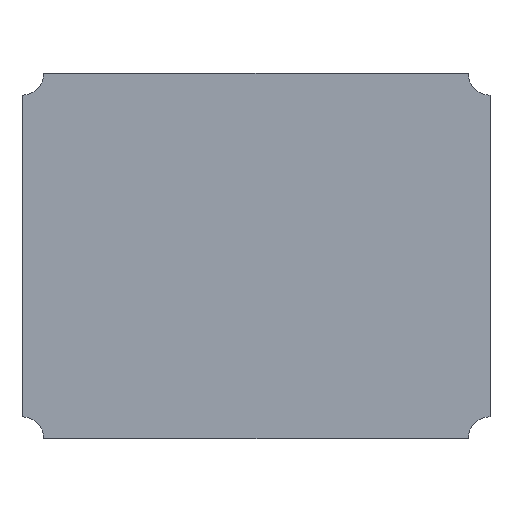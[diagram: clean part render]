
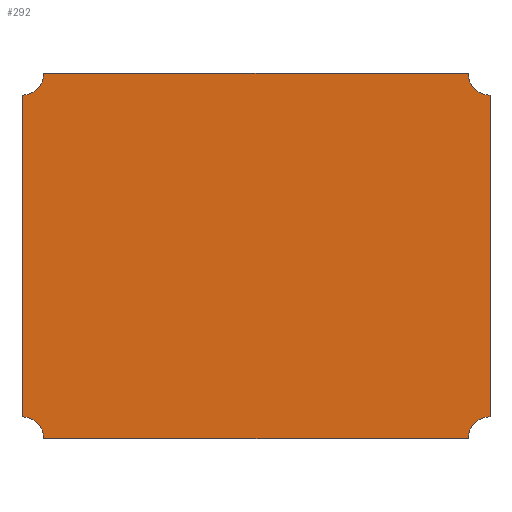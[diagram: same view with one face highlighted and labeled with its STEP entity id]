
A CAD part, front view. The second image highlights one B-rep face of the part: STEP entity #292.
In plain terms, the highlighted planar face has unit normal (0, -1, 0).
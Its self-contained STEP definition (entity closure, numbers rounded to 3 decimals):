
#31 = VERTEX_POINT ( 'NONE', #133 ) ;
#46 = CARTESIAN_POINT ( 'NONE',  ( -1.45, 0., -1.25 ) ) ;
#57 = CIRCLE ( 'NONE', #737, 0.15 ) ;
#73 = CARTESIAN_POINT ( 'NONE',  ( -1.6, 0., 1.25 ) ) ;
#91 = CIRCLE ( 'NONE', #927, 0.15 ) ;
#106 = CARTESIAN_POINT ( 'NONE',  ( 1.45, 0., -1.25 ) ) ;
#110 = CARTESIAN_POINT ( 'NONE',  ( 1.6, 0., 1.25 ) ) ;
#124 = VERTEX_POINT ( 'NONE', #730 ) ;
#129 = EDGE_CURVE ( 'NONE', #185, #477, #1183, .T. ) ;
#133 = CARTESIAN_POINT ( 'NONE',  ( 1.45, 0., 1.25 ) ) ;
#137 = VERTEX_POINT ( 'NONE', #175 ) ;
#144 = EDGE_CURVE ( 'NONE', #124, #1066, #91, .T. ) ;
#161 = LINE ( 'NONE', #849, #1040 ) ;
#167 = DIRECTION ( 'NONE',  ( -1., 0., 0. ) ) ;
#175 = CARTESIAN_POINT ( 'NONE',  ( 1.6, 0., 1.1 ) ) ;
#185 = VERTEX_POINT ( 'NONE', #106 ) ;
#285 = CIRCLE ( 'NONE', #495, 0.15 ) ;
#292 = ADVANCED_FACE ( 'NONE', ( #591 ), #608, .T. ) ;
#307 = DIRECTION ( 'NONE',  ( 0., 0., 1. ) ) ;
#314 = AXIS2_PLACEMENT_3D ( 'NONE', #369, #499, #843 ) ;
#353 = CARTESIAN_POINT ( 'NONE',  ( 1.6, 0., -1.1 ) ) ;
#363 = DIRECTION ( 'NONE',  ( 0., -1., 0. ) ) ;
#369 = CARTESIAN_POINT ( 'NONE',  ( 0., 0., 0. ) ) ;
#388 = DIRECTION ( 'NONE',  ( 0., 0., 1. ) ) ;
#406 = CARTESIAN_POINT ( 'NONE',  ( -1.45, 0., 1.25 ) ) ;
#413 = EDGE_CURVE ( 'NONE', #1066, #31, #449, .T. ) ;
#445 = DIRECTION ( 'NONE',  ( 0., 1., 0. ) ) ;
#449 = LINE ( 'NONE', #1383, #852 ) ;
#457 = EDGE_LOOP ( 'NONE', ( #950, #1219, #1436, #824, #1056, #1389, #882, #800 ) ) ;
#477 = VERTEX_POINT ( 'NONE', #46 ) ;
#491 = EDGE_CURVE ( 'NONE', #137, #721, #1376, .T. ) ;
#495 = AXIS2_PLACEMENT_3D ( 'NONE', #1393, #980, #388 ) ;
#499 = DIRECTION ( 'NONE',  ( 0., -1., 0. ) ) ;
#526 = VECTOR ( 'NONE', #1010, 1000. ) ;
#534 = VERTEX_POINT ( 'NONE', #1416 ) ;
#545 = DIRECTION ( 'NONE',  ( 0., 0., -1. ) ) ;
#591 = FACE_OUTER_BOUND ( 'NONE', #457, .T. ) ;
#608 = PLANE ( 'NONE',  #314 ) ;
#691 = CIRCLE ( 'NONE', #1337, 0.15 ) ;
#721 = VERTEX_POINT ( 'NONE', #353 ) ;
#728 = VECTOR ( 'NONE', #167, 1000. ) ;
#730 = CARTESIAN_POINT ( 'NONE',  ( -1.6, 0., 1.1 ) ) ;
#737 = AXIS2_PLACEMENT_3D ( 'NONE', #1184, #1406, #307 ) ;
#782 = EDGE_CURVE ( 'NONE', #534, #124, #161, .T. ) ;
#797 = DIRECTION ( 'NONE',  ( 1., 0., 0. ) ) ;
#800 = ORIENTED_EDGE ( 'NONE', *, *, #413, .F. ) ;
#824 = ORIENTED_EDGE ( 'NONE', *, *, #129, .F. ) ;
#843 = DIRECTION ( 'NONE',  ( 0., 0., -1. ) ) ;
#849 = CARTESIAN_POINT ( 'NONE',  ( -1.6, 0., 1.25 ) ) ;
#852 = VECTOR ( 'NONE', #797, 1000. ) ;
#882 = ORIENTED_EDGE ( 'NONE', *, *, #1292, .T. ) ;
#927 = AXIS2_PLACEMENT_3D ( 'NONE', #73, #363, #545 ) ;
#950 = ORIENTED_EDGE ( 'NONE', *, *, #144, .F. ) ;
#980 = DIRECTION ( 'NONE',  ( 0., 1., 0. ) ) ;
#1010 = DIRECTION ( 'NONE',  ( 0., 0., -1. ) ) ;
#1012 = DIRECTION ( 'NONE',  ( 0., 0., -1. ) ) ;
#1040 = VECTOR ( 'NONE', #1279, 1000. ) ;
#1056 = ORIENTED_EDGE ( 'NONE', *, *, #1334, .T. ) ;
#1066 = VERTEX_POINT ( 'NONE', #406 ) ;
#1183 = LINE ( 'NONE', #1278, #728 ) ;
#1184 = CARTESIAN_POINT ( 'NONE',  ( 1.6, 0., 1.25 ) ) ;
#1219 = ORIENTED_EDGE ( 'NONE', *, *, #782, .F. ) ;
#1271 = EDGE_CURVE ( 'NONE', #534, #477, #285, .T. ) ;
#1278 = CARTESIAN_POINT ( 'NONE',  ( -1.6, 0., -1.25 ) ) ;
#1279 = DIRECTION ( 'NONE',  ( 0., 0., 1. ) ) ;
#1292 = EDGE_CURVE ( 'NONE', #137, #31, #57, .T. ) ;
#1334 = EDGE_CURVE ( 'NONE', #185, #721, #691, .T. ) ;
#1337 = AXIS2_PLACEMENT_3D ( 'NONE', #1432, #445, #1012 ) ;
#1376 = LINE ( 'NONE', #110, #526 ) ;
#1383 = CARTESIAN_POINT ( 'NONE',  ( -1.6, 0., 1.25 ) ) ;
#1389 = ORIENTED_EDGE ( 'NONE', *, *, #491, .F. ) ;
#1393 = CARTESIAN_POINT ( 'NONE',  ( -1.6, 0., -1.25 ) ) ;
#1406 = DIRECTION ( 'NONE',  ( 0., 1., 0. ) ) ;
#1416 = CARTESIAN_POINT ( 'NONE',  ( -1.6, 0., -1.1 ) ) ;
#1432 = CARTESIAN_POINT ( 'NONE',  ( 1.6, 0., -1.25 ) ) ;
#1436 = ORIENTED_EDGE ( 'NONE', *, *, #1271, .T. ) ;
